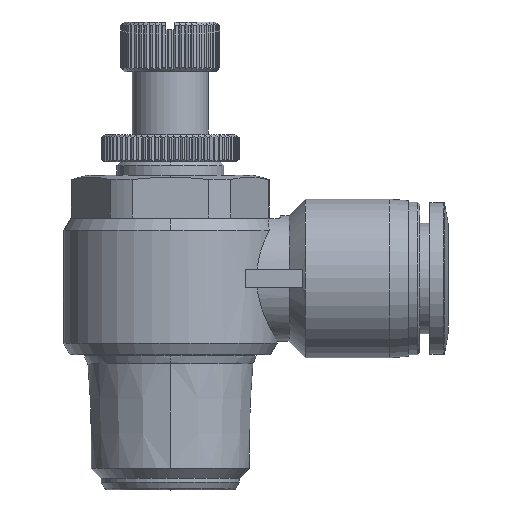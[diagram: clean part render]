
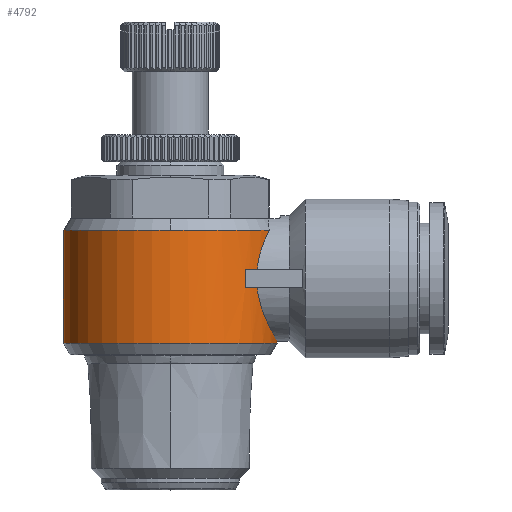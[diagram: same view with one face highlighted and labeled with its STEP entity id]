
A CAD part, top view. The second image highlights one B-rep face of the part: STEP entity #4792.
In plain terms, the highlighted cylindrical face has radius 14 mm (diameter 28 mm), a partial arc.
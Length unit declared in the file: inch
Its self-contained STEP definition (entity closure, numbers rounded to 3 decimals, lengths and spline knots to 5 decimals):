
#141 = DIRECTION ( 'NONE',  ( 0., 1., 0. ) ) ;
#306 = CARTESIAN_POINT ( 'NONE',  ( 0., 1.04331, 0. ) ) ;
#310 = DIRECTION ( 'NONE',  ( -1., 0., 0. ) ) ;
#340 = DIRECTION ( 'NONE',  ( -1., 0., 0. ) ) ;
#511 = CARTESIAN_POINT ( 'NONE',  ( 0.44781, 1.1378, 0.32135 ) ) ;
#569 = CARTESIAN_POINT ( 'NONE',  ( 0.44994, 1.15795, 0.31839 ) ) ;
#819 = EDGE_CURVE ( 'NONE', #16822, #3649, #15171, .T. ) ;
#1028 = LINE ( 'NONE', #6963, #12012 ) ;
#1213 = CARTESIAN_POINT ( 'NONE',  ( 0.50217, 0.85819, 0.22773 ) ) ;
#1299 = ORIENTED_EDGE ( 'NONE', *, *, #6387, .T. ) ;
#1663 = DIRECTION ( 'NONE',  ( -1., 0., 0. ) ) ;
#1858 = AXIS2_PLACEMENT_3D ( 'NONE', #16716, #8537, #310 ) ;
#1906 = CARTESIAN_POINT ( 'NONE',  ( 0.55118, 0.75591, 0. ) ) ;
#2519 = CARTESIAN_POINT ( 'NONE',  ( 0.55012, 0.76754, 0.03937 ) ) ;
#2571 = CARTESIAN_POINT ( 'NONE',  ( 0.48369, 0.90127, 0.26462 ) ) ;
#2722 = LINE ( 'NONE', #13490, #13305 ) ;
#3211 = CARTESIAN_POINT ( 'NONE',  ( 0.44781, 1.1378, 0.32135 ) ) ;
#3293 = CARTESIAN_POINT ( 'NONE',  ( 0.45974, 1.2052, 0.30406 ) ) ;
#3512 = CIRCLE ( 'NONE', #5674, 0.55118 ) ;
#3649 = VERTEX_POINT ( 'NONE', #10911 ) ;
#3741 = ORIENTED_EDGE ( 'NONE', *, *, #4040, .T. ) ;
#3813 = CIRCLE ( 'NONE', #13751, 0.55118 ) ;
#3885 = CARTESIAN_POINT ( 'NONE',  ( 0., 1.1378, 0. ) ) ;
#3906 = CARTESIAN_POINT ( 'NONE',  ( 0.54568, 0.77517, 0.07827 ) ) ;
#3964 = CARTESIAN_POINT ( 'NONE',  ( 0.46667, 0.95012, 0.29349 ) ) ;
#4040 = EDGE_CURVE ( 'NONE', #3649, #9356, #6325, .T. ) ;
#4683 = CARTESIAN_POINT ( 'NONE',  ( 0.46723, 1.23225, 0.29243 ) ) ;
#4792 = ADVANCED_FACE ( 'NONE', ( #11924 ), #15092, .T. ) ;
#5048 = CARTESIAN_POINT ( 'NONE',  ( 0.55118, 0.76575, 0.01976 ) ) ;
#5166 = VERTEX_POINT ( 'NONE', #9694 ) ;
#5270 = DIRECTION ( 'NONE',  ( -1., 0., 0. ) ) ;
#5288 = CARTESIAN_POINT ( 'NONE',  ( 0.54089, 0.78352, 0.10641 ) ) ;
#5348 = CARTESIAN_POINT ( 'NONE',  ( 0.45318, 1.00461, 0.31383 ) ) ;
#5674 = AXIS2_PLACEMENT_3D ( 'NONE', #15513, #7322, #16890 ) ;
#5810 = ORIENTED_EDGE ( 'NONE', *, *, #14730, .T. ) ;
#5846 = ORIENTED_EDGE ( 'NONE', *, *, #7759, .T. ) ;
#5910 = CIRCLE ( 'NONE', #17706, 0.55118 ) ;
#6079 = CARTESIAN_POINT ( 'NONE',  ( 0.47857, 1.26657, 0.27367 ) ) ;
#6325 = CIRCLE ( 'NONE', #8066, 0.55118 ) ;
#6387 = EDGE_CURVE ( 'NONE', #13099, #17167, #11334, .T. ) ;
#6680 = CARTESIAN_POINT ( 'NONE',  ( 0.53487, 0.79425, 0.1334 ) ) ;
#6696 = DIRECTION ( 'NONE',  ( -1., 0., 0. ) ) ;
#6738 = CARTESIAN_POINT ( 'NONE',  ( 0.44781, 1.04331, 0.32135 ) ) ;
#6963 = CARTESIAN_POINT ( 'NONE',  ( -0.55118, 1.04724, 0. ) ) ;
#7164 = EDGE_CURVE ( 'NONE', #7398, #15864, #5910, .T. ) ;
#7277 = EDGE_CURVE ( 'NONE', #9356, #12078, #14873, .T. ) ;
#7322 = DIRECTION ( 'NONE',  ( 0., -1., 0. ) ) ;
#7398 = VERTEX_POINT ( 'NONE', #17390 ) ;
#7461 = CARTESIAN_POINT ( 'NONE',  ( 0.49721, 1.31213, 0.23827 ) ) ;
#7613 = ORIENTED_EDGE ( 'NONE', *, *, #7277, .T. ) ;
#7759 = EDGE_CURVE ( 'NONE', #12078, #13099, #3512, .T. ) ;
#8062 = CARTESIAN_POINT ( 'NONE',  ( 0.52773, 0.80734, 0.15931 ) ) ;
#8066 = AXIS2_PLACEMENT_3D ( 'NONE', #3885, #13525, #5270 ) ;
#8330 = VECTOR ( 'NONE', #14138, 39.37008 ) ;
#8537 = DIRECTION ( 'NONE',  ( 0., -1., 0. ) ) ;
#8566 = CARTESIAN_POINT ( 'NONE',  ( 0.38575, 1.04331, 0.3937 ) ) ;
#8567 = DIRECTION ( 'NONE',  ( 0., 1., 0. ) ) ;
#8851 = CARTESIAN_POINT ( 'NONE',  ( 0.50973, 1.33858, 0.20971 ) ) ;
#9356 = VERTEX_POINT ( 'NONE', #3211 ) ;
#9457 = CARTESIAN_POINT ( 'NONE',  ( 0.51413, 0.83336, 0.19927 ) ) ;
#9694 = CARTESIAN_POINT ( 'NONE',  ( 0.44781, 1.04331, 0.32135 ) ) ;
#9911 = DIRECTION ( 'NONE',  ( 0., -1., 0. ) ) ;
#9988 = CARTESIAN_POINT ( 'NONE',  ( 0., 1.33858, 0.55118 ) ) ;
#10183 = CARTESIAN_POINT ( 'NONE',  ( 0.55118, 0.76575, 0. ) ) ;
#10686 = B_SPLINE_CURVE_WITH_KNOTS ( 'NONE', 3,
 ( #13309, #5048, #2519, #12180, #3906, #13545, #5288, #14896, #6680, #16252, #8062, #17614, #9457, #1213, #10846, #2571, #12238, #3964, #13607, #5348, #14947, #6738 ),
 .UNSPECIFIED., .F., .F.,
 ( 4, 2, 2, 2, 2, 2, 2, 2, 2, 2, 4 ),
 ( 0.01203, 0.01353, 0.01428, 0.01503, 0.01578, 0.01653, 0.01803, 0.01953, 0.02103, 0.02253, 0.02403 ),
 .UNSPECIFIED. ) ;
#10846 = CARTESIAN_POINT ( 'NONE',  ( 0.49589, 0.87196, 0.24098 ) ) ;
#10911 = CARTESIAN_POINT ( 'NONE',  ( 0.38575, 1.1378, 0.3937 ) ) ;
#11334 = CIRCLE ( 'NONE', #1858, 0.55118 ) ;
#11497 = VERTEX_POINT ( 'NONE', #10183 ) ;
#11570 = CARTESIAN_POINT ( 'NONE',  ( 0.45332, 1.17727, 0.31363 ) ) ;
#11596 = ORIENTED_EDGE ( 'NONE', *, *, #17277, .F. ) ;
#11924 = FACE_OUTER_BOUND ( 'NONE', #14053, .T. ) ;
#12012 = VECTOR ( 'NONE', #141, 39.37008 ) ;
#12077 = ORIENTED_EDGE ( 'NONE', *, *, #7164, .T. ) ;
#12078 = VERTEX_POINT ( 'NONE', #13840 ) ;
#12122 = DIRECTION ( 'NONE',  ( 0., 1., 0. ) ) ;
#12180 = CARTESIAN_POINT ( 'NONE',  ( 0.54699, 0.77291, 0.06856 ) ) ;
#12238 = CARTESIAN_POINT ( 'NONE',  ( 0.47773, 0.91686, 0.27512 ) ) ;
#12951 = CARTESIAN_POINT ( 'NONE',  ( 0.46211, 1.21433, 0.30046 ) ) ;
#13099 = VERTEX_POINT ( 'NONE', #9988 ) ;
#13305 = VECTOR ( 'NONE', #12122, 39.37008 ) ;
#13309 = CARTESIAN_POINT ( 'NONE',  ( 0.55118, 0.76575, 0. ) ) ;
#13383 = EDGE_CURVE ( 'NONE', #15864, #11497, #2722, .T. ) ;
#13490 = CARTESIAN_POINT ( 'NONE',  ( 0.55118, 1.04724, 0. ) ) ;
#13508 = AXIS2_PLACEMENT_3D ( 'NONE', #13560, #16205, #6696 ) ;
#13525 = DIRECTION ( 'NONE',  ( 0., 1., 0. ) ) ;
#13545 = CARTESIAN_POINT ( 'NONE',  ( 0.54263, 0.78047, 0.09716 ) ) ;
#13560 = CARTESIAN_POINT ( 'NONE',  ( 0., 1.04724, 0. ) ) ;
#13596 = EDGE_CURVE ( 'NONE', #5166, #16822, #3813, .T. ) ;
#13607 = CARTESIAN_POINT ( 'NONE',  ( 0.46154, 0.96793, 0.30139 ) ) ;
#13609 = CARTESIAN_POINT ( 'NONE',  ( -0.55118, 1.33858, 0. ) ) ;
#13751 = AXIS2_PLACEMENT_3D ( 'NONE', #306, #9911, #1663 ) ;
#13840 = CARTESIAN_POINT ( 'NONE',  ( 0.50973, 1.33858, 0.20971 ) ) ;
#14053 = EDGE_LOOP ( 'NONE', ( #12077, #17400, #5810, #14660, #15406, #3741, #7613, #5846, #1299, #11596 ) ) ;
#14138 = DIRECTION ( 'NONE',  ( 0., 1., 0. ) ) ;
#14289 = CARTESIAN_POINT ( 'NONE',  ( 0.46999, 1.24107, 0.28799 ) ) ;
#14660 = ORIENTED_EDGE ( 'NONE', *, *, #13596, .T. ) ;
#14730 = EDGE_CURVE ( 'NONE', #11497, #5166, #10686, .T. ) ;
#14873 = B_SPLINE_CURVE_WITH_KNOTS ( 'NONE', 3,
 ( #511, #569, #11570, #3293, #12951, #4683, #14289, #6079, #15644, #7461, #17032, #8851 ),
 .UNSPECIFIED., .F., .F.,
 ( 4, 2, 2, 2, 2, 4 ),
 ( 0., 0.00153, 0.0023, 0.00307, 0.0046, 0.00614 ),
 .UNSPECIFIED. ) ;
#14896 = CARTESIAN_POINT ( 'NONE',  ( 0.53701, 0.79041, 0.12453 ) ) ;
#14947 = CARTESIAN_POINT ( 'NONE',  ( 0.44989, 1.02359, 0.31845 ) ) ;
#15092 = CYLINDRICAL_SURFACE ( 'NONE', #13508, 0.55118 ) ;
#15171 = LINE ( 'NONE', #15432, #8330 ) ;
#15406 = ORIENTED_EDGE ( 'NONE', *, *, #819, .T. ) ;
#15432 = CARTESIAN_POINT ( 'NONE',  ( 0.38575, 1.04724, 0.3937 ) ) ;
#15513 = CARTESIAN_POINT ( 'NONE',  ( 0., 1.33858, 0. ) ) ;
#15644 = CARTESIAN_POINT ( 'NONE',  ( 0.48471, 1.28243, 0.26277 ) ) ;
#15864 = VERTEX_POINT ( 'NONE', #1906 ) ;
#16205 = DIRECTION ( 'NONE',  ( 0., 1., 0. ) ) ;
#16252 = CARTESIAN_POINT ( 'NONE',  ( 0.53023, 0.8027, 0.15078 ) ) ;
#16716 = CARTESIAN_POINT ( 'NONE',  ( 0., 1.33858, 0. ) ) ;
#16747 = CARTESIAN_POINT ( 'NONE',  ( 0., 0.75591, 0. ) ) ;
#16822 = VERTEX_POINT ( 'NONE', #8566 ) ;
#16890 = DIRECTION ( 'NONE',  ( -1., 0., 0. ) ) ;
#17032 = CARTESIAN_POINT ( 'NONE',  ( 0.50361, 1.326, 0.22459 ) ) ;
#17167 = VERTEX_POINT ( 'NONE', #13609 ) ;
#17277 = EDGE_CURVE ( 'NONE', #7398, #17167, #1028, .T. ) ;
#17390 = CARTESIAN_POINT ( 'NONE',  ( -0.55118, 0.75591, 0. ) ) ;
#17400 = ORIENTED_EDGE ( 'NONE', *, *, #13383, .T. ) ;
#17614 = CARTESIAN_POINT ( 'NONE',  ( 0.51986, 0.82219, 0.18398 ) ) ;
#17706 = AXIS2_PLACEMENT_3D ( 'NONE', #16747, #8567, #340 ) ;
